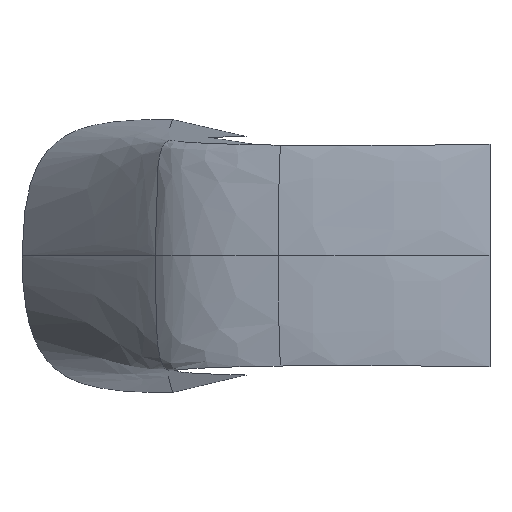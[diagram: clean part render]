
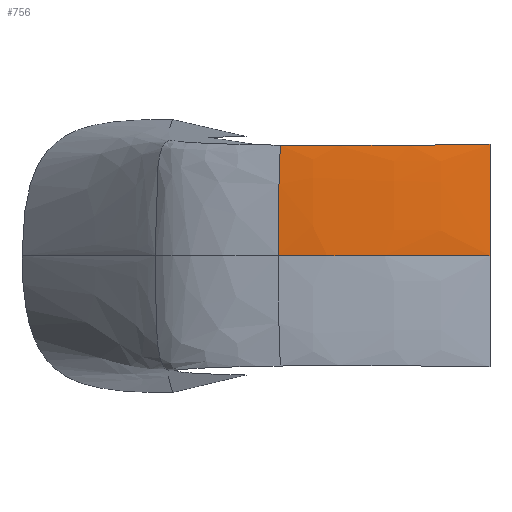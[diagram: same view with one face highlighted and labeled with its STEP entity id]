
A CAD part, top view. The second image highlights one B-rep face of the part: STEP entity #756.
In plain terms, the highlighted free-form (B-spline) face has degree [5, 5] with [6, 6] control points.
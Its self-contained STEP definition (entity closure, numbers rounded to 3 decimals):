
#75=CARTESIAN_POINT('Vertex',(269.99,0.,437.486)) ;
#81=CARTESIAN_POINT('Control Point',(271.796,110.164,433.012)) ;
#82=CARTESIAN_POINT('Control Point',(271.118,99.935,434.691)) ;
#83=CARTESIAN_POINT('Control Point',(270.642,83.904,435.87)) ;
#84=CARTESIAN_POINT('Control Point',(270.235,63.259,436.879)) ;
#85=CARTESIAN_POINT('Control Point',(269.989,39.016,437.488)) ;
#86=CARTESIAN_POINT('Control Point',(269.99,0.,437.486)) ;
#87=CARTESIAN_POINT('Vertex',(271.796,110.164,433.012)) ;
#686=CARTESIAN_POINT('Control Point',(269.99,0.,437.486)) ;
#687=CARTESIAN_POINT('Control Point',(301.512,0.,440.93)) ;
#688=CARTESIAN_POINT('Control Point',(339.078,0.,442.362)) ;
#689=CARTESIAN_POINT('Control Point',(382.547,0.,440.892)) ;
#690=CARTESIAN_POINT('Control Point',(430.731,0.,435.999)) ;
#691=CARTESIAN_POINT('Control Point',(481.,0.,428.843)) ;
#692=CARTESIAN_POINT('Control Point',(269.989,39.016,437.488)) ;
#693=CARTESIAN_POINT('Control Point',(301.511,31.89,440.931)) ;
#694=CARTESIAN_POINT('Control Point',(339.078,26.557,442.362)) ;
#695=CARTESIAN_POINT('Control Point',(382.547,23.895,440.892)) ;
#696=CARTESIAN_POINT('Control Point',(430.731,23.895,435.999)) ;
#697=CARTESIAN_POINT('Control Point',(481.,23.895,428.843)) ;
#698=CARTESIAN_POINT('Control Point',(270.235,63.259,436.879)) ;
#699=CARTESIAN_POINT('Control Point',(301.635,57.727,440.473)) ;
#700=CARTESIAN_POINT('Control Point',(339.154,53.587,441.89)) ;
#701=CARTESIAN_POINT('Control Point',(382.561,51.498,440.482)) ;
#702=CARTESIAN_POINT('Control Point',(430.734,51.47,435.692)) ;
#703=CARTESIAN_POINT('Control Point',(481.,51.471,428.526)) ;
#704=CARTESIAN_POINT('Control Point',(270.642,83.904,435.87)) ;
#705=CARTESIAN_POINT('Control Point',(301.862,79.93,439.628)) ;
#706=CARTESIAN_POINT('Control Point',(339.29,76.954,441.048)) ;
#707=CARTESIAN_POINT('Control Point',(382.602,75.533,439.726)) ;
#708=CARTESIAN_POINT('Control Point',(430.739,75.883,435.065)) ;
#709=CARTESIAN_POINT('Control Point',(481.,76.813,427.889)) ;
#710=CARTESIAN_POINT('Control Point',(271.118,99.935,434.691)) ;
#711=CARTESIAN_POINT('Control Point',(302.181,98.012,438.445)) ;
#712=CARTESIAN_POINT('Control Point',(339.484,96.675,439.849)) ;
#713=CARTESIAN_POINT('Control Point',(382.671,96.154,438.621)) ;
#714=CARTESIAN_POINT('Control Point',(430.746,96.582,434.114)) ;
#715=CARTESIAN_POINT('Control Point',(481.,97.463,426.929)) ;
#716=CARTESIAN_POINT('Control Point',(271.796,110.164,433.012)) ;
#717=CARTESIAN_POINT('Control Point',(302.637,109.758,436.753)) ;
#718=CARTESIAN_POINT('Control Point',(339.71,109.573,438.453)) ;
#719=CARTESIAN_POINT('Control Point',(382.767,109.713,437.164)) ;
#720=CARTESIAN_POINT('Control Point',(430.754,110.184,432.837)) ;
#721=CARTESIAN_POINT('Control Point',(481.,110.965,425.643)) ;
#723=CARTESIAN_POINT('Control Point',(481.,0.,428.843)) ;
#724=CARTESIAN_POINT('Control Point',(430.731,0.,435.999)) ;
#725=CARTESIAN_POINT('Control Point',(382.547,0.,440.892)) ;
#726=CARTESIAN_POINT('Control Point',(339.078,0.,442.362)) ;
#727=CARTESIAN_POINT('Control Point',(301.512,0.,440.93)) ;
#728=CARTESIAN_POINT('Control Point',(269.99,0.,437.486)) ;
#729=CARTESIAN_POINT('Vertex',(481.,0.,428.843)) ;
#733=CARTESIAN_POINT('Control Point',(481.,110.965,425.643)) ;
#734=CARTESIAN_POINT('Control Point',(481.,97.463,426.929)) ;
#735=CARTESIAN_POINT('Control Point',(481.,76.813,427.889)) ;
#736=CARTESIAN_POINT('Control Point',(481.,51.471,428.526)) ;
#737=CARTESIAN_POINT('Control Point',(481.,23.895,428.843)) ;
#738=CARTESIAN_POINT('Control Point',(481.,0.,428.843)) ;
#739=CARTESIAN_POINT('Vertex',(481.,110.965,425.643)) ;
#743=CARTESIAN_POINT('Control Point',(271.796,110.164,433.012)) ;
#744=CARTESIAN_POINT('Control Point',(302.637,109.758,436.753)) ;
#745=CARTESIAN_POINT('Control Point',(339.71,109.573,438.453)) ;
#746=CARTESIAN_POINT('Control Point',(382.767,109.713,437.164)) ;
#747=CARTESIAN_POINT('Control Point',(430.754,110.184,432.837)) ;
#748=CARTESIAN_POINT('Control Point',(481.,110.965,425.643)) ;
#89=EDGE_CURVE('',#88,#76,#80,.T.) ;
#731=EDGE_CURVE('',#730,#76,#722,.T.) ;
#741=EDGE_CURVE('',#740,#730,#732,.T.) ;
#749=EDGE_CURVE('',#88,#740,#742,.T.) ;
#751=ORIENTED_EDGE('',*,*,#731,.F.) ;
#752=ORIENTED_EDGE('',*,*,#741,.F.) ;
#753=ORIENTED_EDGE('',*,*,#749,.F.) ;
#754=ORIENTED_EDGE('',*,*,#89,.T.) ;
#750=EDGE_LOOP('',(#751,#752,#753,#754)) ;
#76=VERTEX_POINT('',#75) ;
#88=VERTEX_POINT('',#87) ;
#730=VERTEX_POINT('',#729) ;
#740=VERTEX_POINT('',#739) ;
#756=ADVANCED_FACE('Split.2',(#755),#685,.F.) ;
#80=B_SPLINE_CURVE_WITH_KNOTS('',5,(#81,#82,#83,#84,#85,#86),.UNSPECIFIED.,.F.,.U.,(6,6),(0.,11.453),.UNSPECIFIED.) ;
#722=B_SPLINE_CURVE_WITH_KNOTS('',5,(#723,#724,#725,#726,#727,#728),.UNSPECIFIED.,.F.,.U.,(6,6),(0.,1.),.UNSPECIFIED.) ;
#732=B_SPLINE_CURVE_WITH_KNOTS('',5,(#733,#734,#735,#736,#737,#738),.UNSPECIFIED.,.F.,.U.,(6,6),(0.,11.453),.UNSPECIFIED.) ;
#742=B_SPLINE_CURVE_WITH_KNOTS('',5,(#743,#744,#745,#746,#747,#748),.UNSPECIFIED.,.F.,.U.,(6,6),(0.,1.),.UNSPECIFIED.) ;
#685=B_SPLINE_SURFACE_WITH_KNOTS('',5,5,((#686,#687,#688,#689,#690,#691),(#692,#693,#694,#695,#696,#697),(#698,#699,#700,#701,#702,#703),(#704,#705,#706,#707,#708,#709),(#710,#711,#712,#713,#714,#715),(#716,#717,#718,#719,#720,#721)),.UNSPECIFIED.,.F.,.F.,.U.,(6,6),(6,6),(0.,11.453),(0.,1.),.UNSPECIFIED.) ;
#755=FACE_OUTER_BOUND('',#750,.T.) ;
